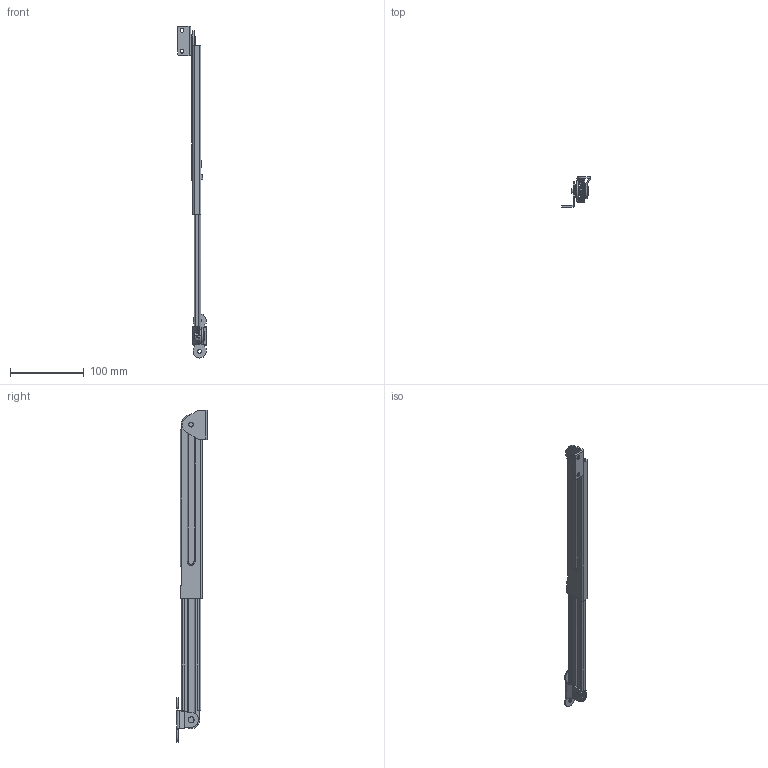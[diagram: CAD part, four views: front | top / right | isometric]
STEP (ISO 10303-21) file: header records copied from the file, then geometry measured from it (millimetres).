
FILE_DESCRIPTION (( 'STEP AP203' ), '1' );
FILE_NAME ('B-1460-1-R.STEP', '2012-10-09T05:34:02', ( '11sw' ), ( 'タキゲン製造株式会社' ), 'SwSTEP 2.0', 'SolidWorks 2011', '' );
FILE_SCHEMA (( 'CONFIG_CONTROL_DESIGN' ));
Length unit declared in the file: millimetre
Products named in the file (10): B-1460-1-R; B-1460-1-Rストッパーリベット__公開用; B-1460-1-R僗僩僢僷乕_; B-1460-1-Rアームブラケット_; B-1460-1-Rアームブラケットリベット__公開用; B-1460-1-R傾乕儉_; B-1460-1-R樹脂ワッシャー_; B-1460-1-Rステーブラケットピン__公開用; B-1460-1-Rステーブラケット__公開用; B-1460-1-R僗僥乕_
Assembly tree (14 placements, depth 2):
  B-1460-1-R
    B-1460-1-Rストッパーリベット__公開用
    B-1460-1-Rアームブラケット_
    B-1460-1-R樹脂ワッシャー_  x6
    B-1460-1-Rアームブラケットリベット__公開用
    B-1460-1-R傾乕儉_
    B-1460-1-Rステーブラケットピン__公開用
    B-1460-1-Rステーブラケット__公開用
    B-1460-1-R僗僥乕_
    B-1460-1-R僗僩僢僷乕_
Bounding box: 39.1 x 41.5 x 450 mm (x, y, z)
Volume: 45217.7 mm3; surface area: 60430.3 mm2
Topology: 14 solids, 14 shells, 259 faces, 622 edges, 395 vertices
Faces by surface type: plane 136, cylinder 101, torus 14, bspline 8
Entity records: 8192 total; most frequent: CARTESIAN_POINT 1481, DIRECTION 1170, ORIENTED_EDGE 1124, EDGE_CURVE 562, AXIS2_PLACEMENT_3D 412, VERTEX_POINT 355, VECTOR 346, LINE 346
